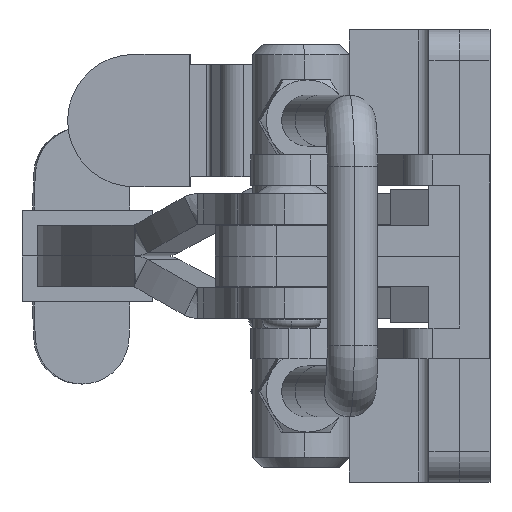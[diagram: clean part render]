
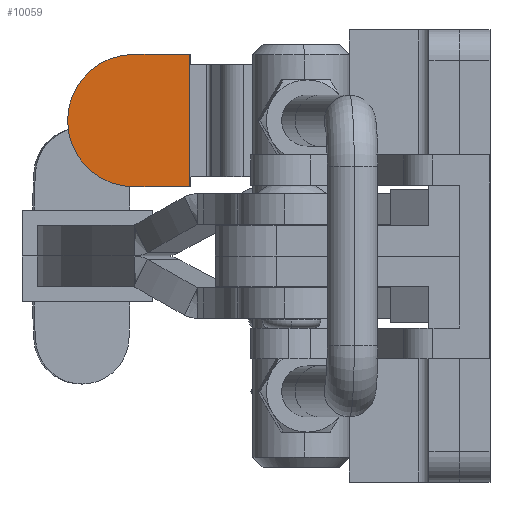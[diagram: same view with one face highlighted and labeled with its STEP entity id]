
A CAD part, left-side view. The second image highlights one B-rep face of the part: STEP entity #10059.
In plain terms, the highlighted planar face has unit normal (-1, 0.02, 0).
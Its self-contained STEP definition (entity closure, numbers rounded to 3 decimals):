
#271 = VERTEX_POINT ( 'NONE', #15372 ) ;
#350 = EDGE_CURVE ( 'NONE', #271, #9662, #2745, .T. ) ;
#947 = CARTESIAN_POINT ( 'NONE',  ( 49.076, 31.982, 19.8 ) ) ;
#1438 = ORIENTED_EDGE ( 'NONE', *, *, #13551, .T. ) ;
#1558 = EDGE_CURVE ( 'NONE', #9917, #271, #15368, .T. ) ;
#1670 = AXIS2_PLACEMENT_3D ( 'NONE', #14404, #7181, #15594 ) ;
#2080 = CARTESIAN_POINT ( 'NONE',  ( 48.966, 26.483, 19.8 ) ) ;
#2157 = CARTESIAN_POINT ( 'NONE',  ( 49.076, 31.982, 6.8 ) ) ;
#2222 = ORIENTED_EDGE ( 'NONE', *, *, #1558, .T. ) ;
#2745 = CIRCLE ( 'NONE', #3157, 6.5 ) ;
#3057 = CARTESIAN_POINT ( 'NONE',  ( 48.966, 26.483, 6.8 ) ) ;
#3157 = AXIS2_PLACEMENT_3D ( 'NONE', #13525, #13359, #13244 ) ;
#3494 = PLANE ( 'NONE',  #1670 ) ;
#3862 = FACE_OUTER_BOUND ( 'NONE', #8119, .T. ) ;
#3923 = CARTESIAN_POINT ( 'NONE',  ( 49.076, 31.982, 6.8 ) ) ;
#4198 = VECTOR ( 'NONE', #10637, 1000. ) ;
#4275 = DIRECTION ( 'NONE',  ( 0., 0., 1. ) ) ;
#5209 = ORIENTED_EDGE ( 'NONE', *, *, #5607, .T. ) ;
#5607 = EDGE_CURVE ( 'NONE', #6957, #9917, #8903, .T. ) ;
#6146 = VECTOR ( 'NONE', #9124, 1000. ) ;
#6957 = VERTEX_POINT ( 'NONE', #11951 ) ;
#7181 = DIRECTION ( 'NONE',  ( -1., 0.02, 0. ) ) ;
#7403 = LINE ( 'NONE', #2157, #4198 ) ;
#8119 = EDGE_LOOP ( 'NONE', ( #15379, #1438, #5209, #2222 ) ) ;
#8554 = VECTOR ( 'NONE', #4275, 1000. ) ;
#8903 = LINE ( 'NONE', #3057, #8554 ) ;
#9124 = DIRECTION ( 'NONE',  ( 0.02, 1., 0. ) ) ;
#9662 = VERTEX_POINT ( 'NONE', #3923 ) ;
#9917 = VERTEX_POINT ( 'NONE', #2080 ) ;
#10059 = ADVANCED_FACE ( 'NONE', ( #3862 ), #3494, .T. ) ;
#10637 = DIRECTION ( 'NONE',  ( -0.02, -1., 0. ) ) ;
#11951 = CARTESIAN_POINT ( 'NONE',  ( 48.966, 26.483, 6.8 ) ) ;
#13244 = DIRECTION ( 'NONE',  ( -0.02, -1., 0. ) ) ;
#13359 = DIRECTION ( 'NONE',  ( -1., 0.02, 0. ) ) ;
#13525 = CARTESIAN_POINT ( 'NONE',  ( 49.076, 31.982, 13.3 ) ) ;
#13551 = EDGE_CURVE ( 'NONE', #9662, #6957, #7403, .T. ) ;
#14404 = CARTESIAN_POINT ( 'NONE',  ( 49.076, 31.982, 13.3 ) ) ;
#15368 = LINE ( 'NONE', #947, #6146 ) ;
#15372 = CARTESIAN_POINT ( 'NONE',  ( 49.076, 31.982, 19.8 ) ) ;
#15379 = ORIENTED_EDGE ( 'NONE', *, *, #350, .T. ) ;
#15594 = DIRECTION ( 'NONE',  ( -0.02, -1., 0. ) ) ;
